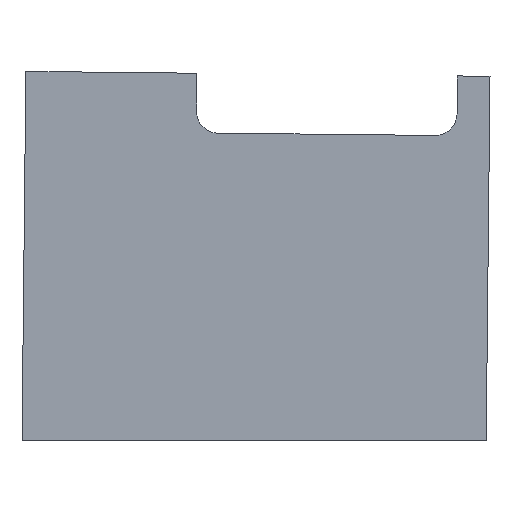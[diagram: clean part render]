
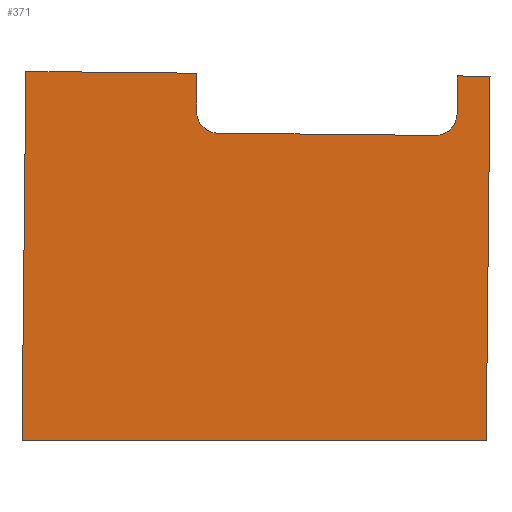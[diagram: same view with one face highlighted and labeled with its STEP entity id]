
A CAD part, top view. The second image highlights one B-rep face of the part: STEP entity #371.
In plain terms, the highlighted planar face has unit normal (0, 0, 1).
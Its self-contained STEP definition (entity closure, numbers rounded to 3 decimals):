
#42=CARTESIAN_POINT('Vertex',(0.,0.,3.)) ;
#56=CARTESIAN_POINT('Vertex',(85.505,0.,3.)) ;
#59=CARTESIAN_POINT('Line Origine',(42.752,0.,3.)) ;
#87=CARTESIAN_POINT('Vertex',(86.207,67.101,3.)) ;
#90=CARTESIAN_POINT('Line Origine',(85.856,33.55,3.)) ;
#118=CARTESIAN_POINT('Vertex',(80.208,67.164,3.)) ;
#121=CARTESIAN_POINT('Line Origine',(83.208,67.132,3.)) ;
#149=CARTESIAN_POINT('Vertex',(80.134,60.164,3.)) ;
#152=CARTESIAN_POINT('Line Origine',(80.171,63.664,3.)) ;
#180=CARTESIAN_POINT('Vertex',(76.093,56.206,3.)) ;
#183=CARTESIAN_POINT('Axis2P3D Location',(76.135,60.206,3.)) ;
#211=CARTESIAN_POINT('Vertex',(36.095,56.625,3.)) ;
#214=CARTESIAN_POINT('Line Origine',(56.094,56.416,3.)) ;
#242=CARTESIAN_POINT('Vertex',(32.137,60.667,3.)) ;
#245=CARTESIAN_POINT('Axis2P3D Location',(36.137,60.625,3.)) ;
#273=CARTESIAN_POINT('Vertex',(32.21,67.666,3.)) ;
#276=CARTESIAN_POINT('Line Origine',(32.174,64.167,3.)) ;
#299=CARTESIAN_POINT('Vertex',(0.712,67.996,3.)) ;
#302=CARTESIAN_POINT('Line Origine',(16.461,67.831,3.)) ;
#324=CARTESIAN_POINT('Line Origine',(0.356,33.998,3.)) ;
#354=CARTESIAN_POINT('Axis2P3D Location',(0.,0.,3.)) ;
#61=VECTOR('Line Direction',#60,1.) ;
#92=VECTOR('Line Direction',#91,1.) ;
#123=VECTOR('Line Direction',#122,1.) ;
#154=VECTOR('Line Direction',#153,1.) ;
#216=VECTOR('Line Direction',#215,1.) ;
#278=VECTOR('Line Direction',#277,1.) ;
#304=VECTOR('Line Direction',#303,1.) ;
#326=VECTOR('Line Direction',#325,1.) ;
#60=DIRECTION('Vector Direction',(1.,0.,0.)) ;
#91=DIRECTION('Vector Direction',(0.01,1.,0.)) ;
#122=DIRECTION('Vector Direction',(-1.,0.01,0.)) ;
#153=DIRECTION('Vector Direction',(0.01,1.,0.)) ;
#184=DIRECTION('Axis2P3D Direction',(0.,0.,1.)) ;
#215=DIRECTION('Vector Direction',(1.,-0.01,0.)) ;
#246=DIRECTION('Axis2P3D Direction',(0.,0.,1.)) ;
#277=DIRECTION('Vector Direction',(-0.01,-1.,0.)) ;
#303=DIRECTION('Vector Direction',(-1.,0.01,0.)) ;
#325=DIRECTION('Vector Direction',(-0.01,-1.,0.)) ;
#355=DIRECTION('Axis2P3D Direction',(0.,0.,1.)) ;
#356=DIRECTION('Axis2P3D XDirection',(1.,0.,0.)) ;
#185=AXIS2_PLACEMENT_3D('Circle Axis2P3D',#183,#184,$) ;
#247=AXIS2_PLACEMENT_3D('Circle Axis2P3D',#245,#246,$) ;
#357=AXIS2_PLACEMENT_3D('Plane Axis2P3D',#354,#355,#356) ;
#62=LINE('Line',#59,#61) ;
#93=LINE('Line',#90,#92) ;
#124=LINE('Line',#121,#123) ;
#155=LINE('Line',#152,#154) ;
#217=LINE('Line',#214,#216) ;
#279=LINE('Line',#276,#278) ;
#305=LINE('Line',#302,#304) ;
#327=LINE('Line',#324,#326) ;
#186=CIRCLE('generated circle',#185,4.) ;
#248=CIRCLE('generated circle',#247,4.) ;
#358=PLANE('',#357) ;
#63=EDGE_CURVE('',#43,#57,#62,.T.) ;
#94=EDGE_CURVE('',#57,#88,#93,.T.) ;
#125=EDGE_CURVE('',#88,#119,#124,.T.) ;
#156=EDGE_CURVE('',#119,#150,#155,.F.) ;
#187=EDGE_CURVE('',#150,#181,#186,.F.) ;
#218=EDGE_CURVE('',#181,#212,#217,.F.) ;
#249=EDGE_CURVE('',#212,#243,#248,.F.) ;
#280=EDGE_CURVE('',#243,#274,#279,.F.) ;
#306=EDGE_CURVE('',#274,#300,#305,.T.) ;
#328=EDGE_CURVE('',#300,#43,#327,.T.) ;
#360=ORIENTED_EDGE('',*,*,#63,.T.) ;
#361=ORIENTED_EDGE('',*,*,#94,.T.) ;
#362=ORIENTED_EDGE('',*,*,#125,.T.) ;
#363=ORIENTED_EDGE('',*,*,#156,.T.) ;
#364=ORIENTED_EDGE('',*,*,#187,.T.) ;
#365=ORIENTED_EDGE('',*,*,#218,.T.) ;
#366=ORIENTED_EDGE('',*,*,#249,.T.) ;
#367=ORIENTED_EDGE('',*,*,#280,.T.) ;
#368=ORIENTED_EDGE('',*,*,#306,.T.) ;
#369=ORIENTED_EDGE('',*,*,#328,.T.) ;
#359=EDGE_LOOP('',(#360,#361,#362,#363,#364,#365,#366,#367,#368,#369)) ;
#43=VERTEX_POINT('',#42) ;
#57=VERTEX_POINT('',#56) ;
#88=VERTEX_POINT('',#87) ;
#119=VERTEX_POINT('',#118) ;
#150=VERTEX_POINT('',#149) ;
#181=VERTEX_POINT('',#180) ;
#212=VERTEX_POINT('',#211) ;
#243=VERTEX_POINT('',#242) ;
#274=VERTEX_POINT('',#273) ;
#300=VERTEX_POINT('',#299) ;
#371=ADVANCED_FACE('PartBody',(#370),#358,.T.) ;
#370=FACE_OUTER_BOUND('',#359,.T.) ;
